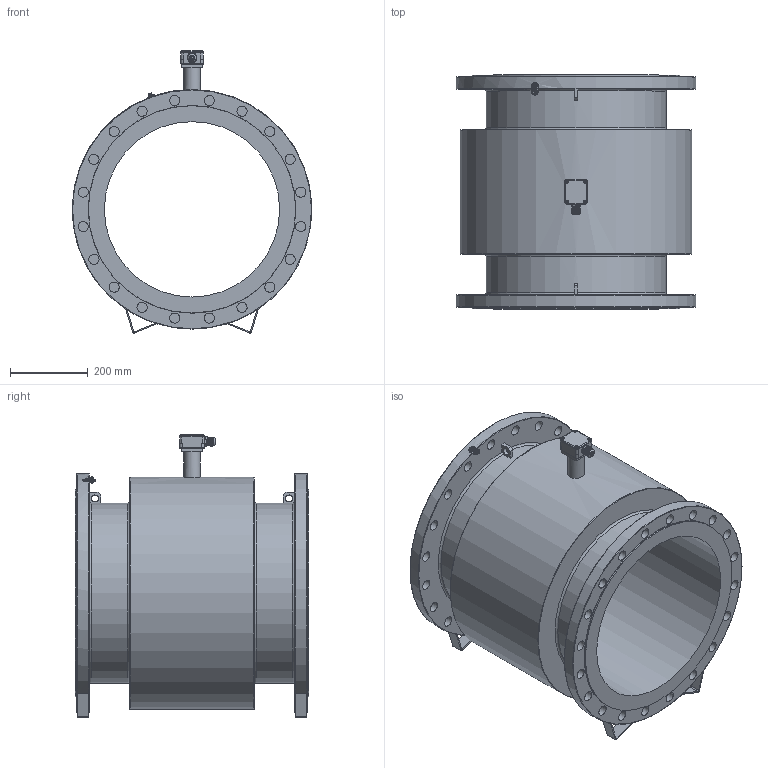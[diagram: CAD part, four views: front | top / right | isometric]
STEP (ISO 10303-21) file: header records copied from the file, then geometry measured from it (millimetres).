
FILE_DESCRIPTION(/* description */ (''),/* implementation_level */ '2;1');
FILE_NAME(/* name */ 'Flowmeter DN450 PN10 Separate.step',/* time_stamp */ '2023-10-05T13:47:14+03:00',/* author */ (''),/* organization */ (''),/* preprocessor_version */ 'ST-DEVELOPER v20',/* originating_system */ 'Autodesk Translation Framework v12.14.0.127',/* authorisation */ '');
FILE_SCHEMA (('AUTOMOTIVE_DESIGN { 1 0 10303 214 3 1 1 }'));
Length unit declared in the file: millimetre
Products named in the file (4): Flowmeter DN450 PN10; Flowmeter v11; B_Separate_version; box
Assembly tree (3 placements, depth 4):
  Flowmeter DN450 PN10
    Flowmeter v11
      B_Separate_version
        box
Bounding box: 614.72 x 600 x 724 mm (x, y, z)
Volume: 48865870.1 mm3; surface area: 2752230.6 mm2
Topology: 2 solids, 2 shells, 1484 faces, 3508 edges, 2048 vertices
Faces by surface type: cylinder 459, plane 459, bspline 250, sphere 156, torus 102, cone 58
Full cylindrical faces by diameter (mm): 3.332 x2, 3.961 x9, 4.234 x4, 4.5 x2, 5 x7, 5.5 x1, 6 x1, 7 x4, 8 x4, 10.394 x1, 10.9 x1, 11.3 x1, 12.394 x1, 13 x1, 14 x1, 15 x1, 17 x2, 18 x2, 21 x1, 24.5 x1, 26 x40, 42 x2, 450 x1, 462 x2, 532 x2, 595 x1
Entity records: 71426 total; most frequent: CARTESIAN_POINT 37051, ORIENTED_EDGE 7016, DIRECTION 6949, EDGE_CURVE 3508, AXIS2_PLACEMENT_3D 2747, VERTEX_POINT 2048, EDGE_LOOP 1620, FACE_OUTER_BOUND 1484
